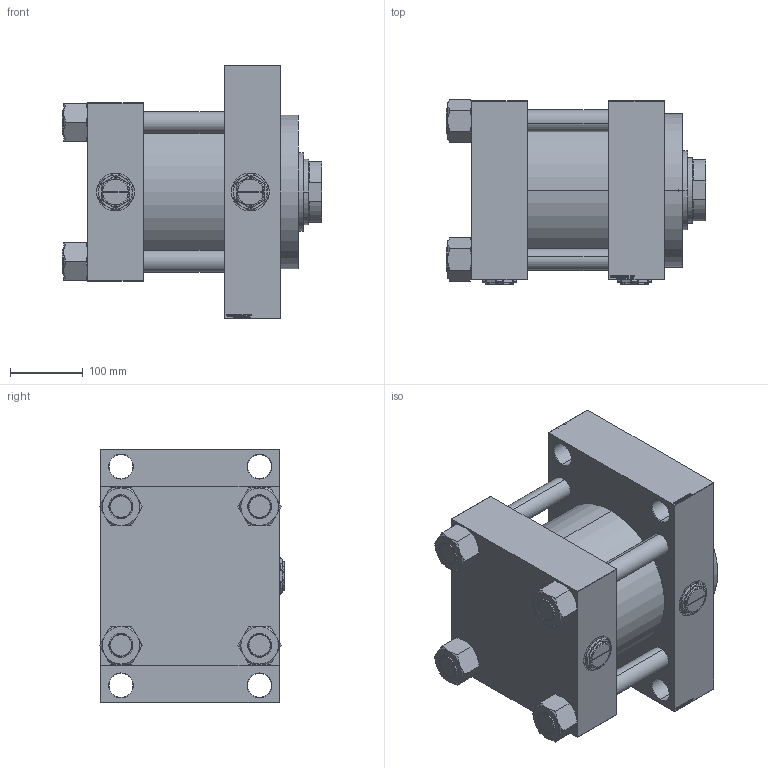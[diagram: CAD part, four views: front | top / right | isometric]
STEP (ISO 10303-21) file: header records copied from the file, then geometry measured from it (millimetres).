
FILE_DESCRIPTION (( 'STEP AP203' ), '1' );
FILE_NAME ('6782.STEP', '2022-04-16T12:31:25', ( '' ), ( '' ), 'SwSTEP 2.0', 'SolidWorks 2019', '' );
FILE_SCHEMA (( 'CONFIG_CONTROL_DESIGN' ));
Length unit declared in the file: millimetre
Products named in the file (7): NUT_M5_D bebac639b698fa802780459f91fc9530; V215CR_VCP_D bebac639b698fa802780459f91fc9530; V215CR_D_Body bebac639b698fa802780459f91fc9530; V215CR_D_TYCINKA bebac639b698fa802780459f91fc9530; Zatka_pro_OIL_PORT bebac639b698fa802780459f91fc9530; V215_VC_A bebac639b698fa802780459f91fc9530; 6782
Assembly tree (13 placements, depth 2):
  6782
    V215CR_D_Body bebac639b698fa802780459f91fc9530
    V215CR_VCP_D bebac639b698fa802780459f91fc9530
    NUT_M5_D bebac639b698fa802780459f91fc9530  x4
    V215CR_D_TYCINKA bebac639b698fa802780459f91fc9530  x4
    V215_VC_A bebac639b698fa802780459f91fc9530
    Zatka_pro_OIL_PORT bebac639b698fa802780459f91fc9530  x2
Bounding box: 356 x 254.22 x 347 mm (x, y, z)
Volume: 14648369.6 mm3; surface area: 1107190.4 mm2
Topology: 13 solids, 13 shells, 1255 faces, 3138 edges, 2029 vertices
Faces by surface type: plane 593, bspline 368, cone 184, cylinder 102, torus 8
Entity records: 49867 total; most frequent: CARTESIAN_POINT 25897, ORIENTED_EDGE 5348, DIRECTION 3542, EDGE_CURVE 2674, VERTEX_POINT 1749, LINE 1562, VECTOR 1562, EDGE_LOOP 1199
